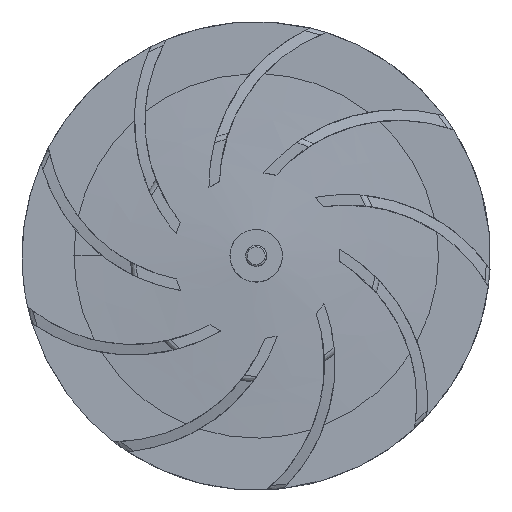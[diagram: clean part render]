
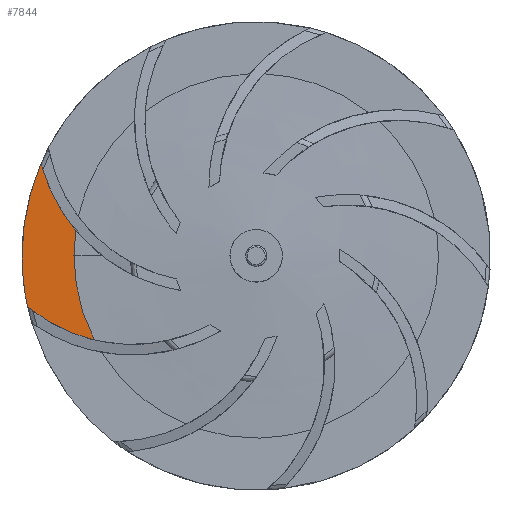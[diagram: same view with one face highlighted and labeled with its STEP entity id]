
A CAD part, top view. The second image highlights one B-rep face of the part: STEP entity #7844.
In plain terms, the highlighted free-form (B-spline) face has degree [1, 1] with [2, 2] control points.
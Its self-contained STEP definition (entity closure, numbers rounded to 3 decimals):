
#6127 = VERTEX_POINT('',#6128);
#6128 = CARTESIAN_POINT('',(-20.501,0.,
    40.664));
#6133 = EDGE_CURVE('',#6127,#6134,#6136,.T.);
#6134 = VERTEX_POINT('',#6135);
#6135 = CARTESIAN_POINT('',(-18.179,-9.477,
    40.664));
#6136 = ( BOUNDED_CURVE() B_SPLINE_CURVE(2,(#6137,#6138,#6139),
.UNSPECIFIED.,.F.,.F.) B_SPLINE_CURVE_WITH_KNOTS((3,3),(3.142,
3.622),.PIECEWISE_BEZIER_KNOTS.) CURVE() 
GEOMETRIC_REPRESENTATION_ITEM() RATIONAL_B_SPLINE_CURVE((1.,
0.971,1.)) REPRESENTATION_ITEM('') );
#6137 = CARTESIAN_POINT('',(-20.501,0.,
    40.664));
#6138 = CARTESIAN_POINT('',(-20.501,-5.023,
    40.664));
#6139 = CARTESIAN_POINT('',(-18.179,-9.477,
    40.664));
#6614 = VERTEX_POINT('',#6615);
#6615 = CARTESIAN_POINT('',(-24.198,10.413,
    40.664));
#6620 = EDGE_CURVE('',#6621,#6614,#6623,.T.);
#6621 = VERTEX_POINT('',#6622);
#6622 = CARTESIAN_POINT('',(-20.298,2.879,
    40.664));
#6623 = ( BOUNDED_CURVE() B_SPLINE_CURVE(2,(#6624,#6625,#6626),
.UNSPECIFIED.,.F.,.F.) B_SPLINE_CURVE_WITH_KNOTS((3,3),(5.847,
6.283),.PIECEWISE_BEZIER_KNOTS.) CURVE() 
GEOMETRIC_REPRESENTATION_ITEM() RATIONAL_B_SPLINE_CURVE((1.,
0.976,1.)) REPRESENTATION_ITEM('') );
#6624 = CARTESIAN_POINT('',(-20.298,2.879,
    40.664));
#6625 = CARTESIAN_POINT('',(-23.082,6.214,
    40.664));
#6626 = CARTESIAN_POINT('',(-24.198,10.413,
    40.664));
#7832 = EDGE_CURVE('',#6621,#6127,#7833,.T.);
#7833 = ( BOUNDED_CURVE() B_SPLINE_CURVE(2,(#7834,#7835,#7836),
.UNSPECIFIED.,.F.,.F.) B_SPLINE_CURVE_WITH_KNOTS((3,3),(3.001,
3.142),.PIECEWISE_BEZIER_KNOTS.) CURVE() 
GEOMETRIC_REPRESENTATION_ITEM() RATIONAL_B_SPLINE_CURVE((1.,
0.998,1.)) REPRESENTATION_ITEM('') );
#7834 = CARTESIAN_POINT('',(-20.298,2.879,
    40.664));
#7835 = CARTESIAN_POINT('',(-20.501,1.446,
    40.664));
#7836 = CARTESIAN_POINT('',(-20.501,0.,
    40.664));
#7844 = ADVANCED_FACE('',(#7845),#7872,.T.);
#7845 = FACE_BOUND('',#7846,.T.);
#7846 = EDGE_LOOP('',(#7847,#7848,#7856,#7864,#7870,#7871));
#7847 = ORIENTED_EDGE('',*,*,#6620,.T.);
#7848 = ORIENTED_EDGE('',*,*,#7849,.T.);
#7849 = EDGE_CURVE('',#6614,#7850,#7852,.T.);
#7850 = VERTEX_POINT('',#7851);
#7851 = CARTESIAN_POINT('',(-26.343,0.,
    40.664));
#7852 = ( BOUNDED_CURVE() B_SPLINE_CURVE(2,(#7853,#7854,#7855),
.UNSPECIFIED.,.F.,.F.) B_SPLINE_CURVE_WITH_KNOTS((3,3),(2.735,
3.142),.PIECEWISE_BEZIER_KNOTS.) CURVE() 
GEOMETRIC_REPRESENTATION_ITEM() RATIONAL_B_SPLINE_CURVE((1.,
0.979,1.)) REPRESENTATION_ITEM('') );
#7853 = CARTESIAN_POINT('',(-24.198,10.413,
    40.664));
#7854 = CARTESIAN_POINT('',(-26.343,5.428,
    40.664));
#7855 = CARTESIAN_POINT('',(-26.343,0.,
    40.664));
#7856 = ORIENTED_EDGE('',*,*,#7857,.T.);
#7857 = EDGE_CURVE('',#7850,#7858,#7860,.T.);
#7858 = VERTEX_POINT('',#7859);
#7859 = CARTESIAN_POINT('',(-25.714,-5.725,
    40.664));
#7860 = ( BOUNDED_CURVE() B_SPLINE_CURVE(2,(#7861,#7862,#7863),
.UNSPECIFIED.,.F.,.F.) B_SPLINE_CURVE_WITH_KNOTS((3,3),(3.142,
3.361),.PIECEWISE_BEZIER_KNOTS.) CURVE() 
GEOMETRIC_REPRESENTATION_ITEM() RATIONAL_B_SPLINE_CURVE((1.,
0.994,1.)) REPRESENTATION_ITEM('') );
#7861 = CARTESIAN_POINT('',(-26.343,0.,
    40.664));
#7862 = CARTESIAN_POINT('',(-26.343,-2.897,
    40.664));
#7863 = CARTESIAN_POINT('',(-25.714,-5.725,
    40.664));
#7864 = ORIENTED_EDGE('',*,*,#7865,.T.);
#7865 = EDGE_CURVE('',#7858,#6134,#7866,.T.);
#7866 = ( BOUNDED_CURVE() B_SPLINE_CURVE(2,(#7867,#7868,#7869),
.UNSPECIFIED.,.F.,.F.) B_SPLINE_CURVE_WITH_KNOTS((3,3),(0.,
0.46),.PIECEWISE_BEZIER_KNOTS.) CURVE() 
GEOMETRIC_REPRESENTATION_ITEM() RATIONAL_B_SPLINE_CURVE((1.,
0.974,1.)) REPRESENTATION_ITEM('') );
#7867 = CARTESIAN_POINT('',(-25.714,-5.725,
    40.664));
#7868 = CARTESIAN_POINT('',(-22.386,-8.484,
    40.664));
#7869 = CARTESIAN_POINT('',(-18.179,-9.477,
    40.664));
#7870 = ORIENTED_EDGE('',*,*,#6133,.F.);
#7871 = ORIENTED_EDGE('',*,*,#7832,.F.);
#7872 = B_SPLINE_SURFACE_WITH_KNOTS('',1,1,(
    (#7873,#7874)
    ,(#7875,#7876
    )),.UNSPECIFIED.,.F.,.F.,.F.,(2,2),(2,2),(-39.743,
    -32.816),(-8.04,8.835),
  .PIECEWISE_BEZIER_KNOTS.);
#7873 = CARTESIAN_POINT('',(-26.343,-9.477,
    40.664));
#7874 = CARTESIAN_POINT('',(-26.343,10.413,
    40.664));
#7875 = CARTESIAN_POINT('',(-18.179,-9.477,
    40.664));
#7876 = CARTESIAN_POINT('',(-18.179,10.413,
    40.664));
